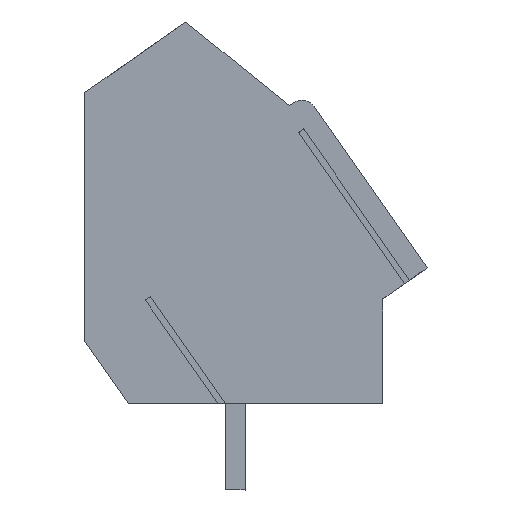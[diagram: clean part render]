
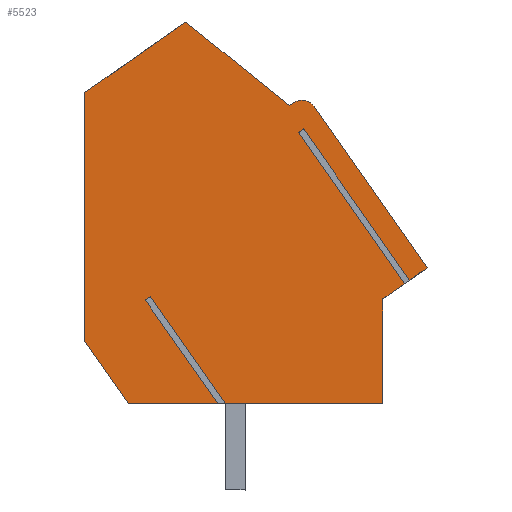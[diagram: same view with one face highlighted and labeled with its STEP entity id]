
A CAD part, left-side view. The second image highlights one B-rep face of the part: STEP entity #5523.
In plain terms, the highlighted planar face has unit normal (-1, 0, 0).
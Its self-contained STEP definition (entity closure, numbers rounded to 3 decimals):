
#4102=AXIS2_PLACEMENT_3D('Circle Axis2P3D',#4100,#4101,$) ;
#5463=AXIS2_PLACEMENT_3D('Plane Axis2P3D',#5460,#5461,#5462) ;
#3748=CARTESIAN_POINT('Vertex',(0.,1.8,3.5)) ;
#3751=CARTESIAN_POINT('Line Origine',(0.,4.996,3.5)) ;
#3755=CARTESIAN_POINT('Vertex',(0.,8.192,3.5)) ;
#3776=CARTESIAN_POINT('Vertex',(0.,8.496,3.5)) ;
#3779=CARTESIAN_POINT('Line Origine',(0.,10.312,3.5)) ;
#3783=CARTESIAN_POINT('Vertex',(0.,12.128,3.5)) ;
#3871=CARTESIAN_POINT('Line Origine',(0.,13.014,4.765)) ;
#3875=CARTESIAN_POINT('Vertex',(0.,13.9,6.03)) ;
#3896=CARTESIAN_POINT('Line Origine',(0.,13.9,11.081)) ;
#3900=CARTESIAN_POINT('Vertex',(0.,13.9,16.132)) ;
#3989=CARTESIAN_POINT('Line Origine',(0.,11.852,17.566)) ;
#3993=CARTESIAN_POINT('Vertex',(0.,9.804,19.)) ;
#4050=CARTESIAN_POINT('Line Origine',(0.,7.696,17.302)) ;
#4054=CARTESIAN_POINT('Vertex',(0.,5.588,15.604)) ;
#4075=CARTESIAN_POINT('Line Origine',(0.,5.506,15.662)) ;
#4079=CARTESIAN_POINT('Vertex',(0.,5.424,15.719)) ;
#4100=CARTESIAN_POINT('Axis2P3D Location',(0.,5.08,15.227)) ;
#4104=CARTESIAN_POINT('Vertex',(0.,4.589,15.572)) ;
#4125=CARTESIAN_POINT('Line Origine',(0.,2.294,12.295)) ;
#4129=CARTESIAN_POINT('Vertex',(0.,0.,9.018)) ;
#4218=CARTESIAN_POINT('Line Origine',(0.,0.358,8.767)) ;
#4222=CARTESIAN_POINT('Vertex',(0.,0.717,8.516)) ;
#4243=CARTESIAN_POINT('Vertex',(0.,0.921,8.373)) ;
#4246=CARTESIAN_POINT('Line Origine',(0.,1.361,8.066)) ;
#4250=CARTESIAN_POINT('Vertex',(0.,1.8,7.758)) ;
#5447=CARTESIAN_POINT('Line Origine',(0.,1.8,5.629)) ;
#5460=CARTESIAN_POINT('Axis2P3D Location',(0.,13.9,0.)) ;
#5465=CARTESIAN_POINT('Line Origine',(0.,9.972,5.608)) ;
#5469=CARTESIAN_POINT('Vertex',(0.,11.448,7.716)) ;
#5472=CARTESIAN_POINT('Line Origine',(0.,11.346,7.788)) ;
#5476=CARTESIAN_POINT('Vertex',(0.,11.244,7.859)) ;
#5479=CARTESIAN_POINT('Line Origine',(0.,9.718,5.68)) ;
#5484=CARTESIAN_POINT('Line Origine',(0.,3.072,11.445)) ;
#5488=CARTESIAN_POINT('Vertex',(0.,5.223,14.517)) ;
#5491=CARTESIAN_POINT('Line Origine',(0.,5.121,14.588)) ;
#5495=CARTESIAN_POINT('Vertex',(0.,5.019,14.66)) ;
#5498=CARTESIAN_POINT('Line Origine',(0.,2.868,11.588)) ;
#3752=DIRECTION('Vector Direction',(0.,1.,0.)) ;
#3780=DIRECTION('Vector Direction',(0.,1.,0.)) ;
#3872=DIRECTION('Vector Direction',(0.,0.574,0.819)) ;
#3897=DIRECTION('Vector Direction',(0.,0.,1.)) ;
#3990=DIRECTION('Vector Direction',(0.,-0.819,0.574)) ;
#4051=DIRECTION('Vector Direction',(0.,-0.779,-0.627)) ;
#4076=DIRECTION('Vector Direction',(0.,-0.819,0.574)) ;
#4101=DIRECTION('Axis2P3D Direction',(-1.,0.,0.)) ;
#4126=DIRECTION('Vector Direction',(0.,-0.574,-0.819)) ;
#4219=DIRECTION('Vector Direction',(0.,0.819,-0.574)) ;
#4247=DIRECTION('Vector Direction',(0.,0.819,-0.574)) ;
#5448=DIRECTION('Vector Direction',(0.,0.,-1.)) ;
#5461=DIRECTION('Axis2P3D Direction',(-1.,0.,0.)) ;
#5462=DIRECTION('Axis2P3D XDirection',(0.,-1.,0.)) ;
#5466=DIRECTION('Vector Direction',(0.,-0.574,-0.819)) ;
#5473=DIRECTION('Vector Direction',(0.,0.819,-0.574)) ;
#5480=DIRECTION('Vector Direction',(0.,-0.574,-0.819)) ;
#5485=DIRECTION('Vector Direction',(0.,-0.574,-0.819)) ;
#5492=DIRECTION('Vector Direction',(0.,0.819,-0.574)) ;
#5499=DIRECTION('Vector Direction',(0.,-0.574,-0.819)) ;
#3753=VECTOR('Line Direction',#3752,1.) ;
#3781=VECTOR('Line Direction',#3780,1.) ;
#3873=VECTOR('Line Direction',#3872,1.) ;
#3898=VECTOR('Line Direction',#3897,1.) ;
#3991=VECTOR('Line Direction',#3990,1.) ;
#4052=VECTOR('Line Direction',#4051,1.) ;
#4077=VECTOR('Line Direction',#4076,1.) ;
#4127=VECTOR('Line Direction',#4126,1.) ;
#4220=VECTOR('Line Direction',#4219,1.) ;
#4248=VECTOR('Line Direction',#4247,1.) ;
#5449=VECTOR('Line Direction',#5448,1.) ;
#5467=VECTOR('Line Direction',#5466,1.) ;
#5474=VECTOR('Line Direction',#5473,1.) ;
#5481=VECTOR('Line Direction',#5480,1.) ;
#5486=VECTOR('Line Direction',#5485,1.) ;
#5493=VECTOR('Line Direction',#5492,1.) ;
#5500=VECTOR('Line Direction',#5499,1.) ;
#5504=ORIENTED_EDGE('',*,*,#4224,.T.) ;
#5505=ORIENTED_EDGE('',*,*,#4131,.T.) ;
#5506=ORIENTED_EDGE('',*,*,#4106,.T.) ;
#5507=ORIENTED_EDGE('',*,*,#4081,.T.) ;
#5508=ORIENTED_EDGE('',*,*,#4056,.T.) ;
#5509=ORIENTED_EDGE('',*,*,#3995,.T.) ;
#5510=ORIENTED_EDGE('',*,*,#3902,.T.) ;
#5511=ORIENTED_EDGE('',*,*,#3877,.T.) ;
#5512=ORIENTED_EDGE('',*,*,#3785,.T.) ;
#5513=ORIENTED_EDGE('',*,*,#5471,.F.) ;
#5514=ORIENTED_EDGE('',*,*,#5478,.F.) ;
#5515=ORIENTED_EDGE('',*,*,#5483,.T.) ;
#5516=ORIENTED_EDGE('',*,*,#3757,.T.) ;
#5517=ORIENTED_EDGE('',*,*,#5451,.T.) ;
#5518=ORIENTED_EDGE('',*,*,#4252,.T.) ;
#5519=ORIENTED_EDGE('',*,*,#5490,.F.) ;
#5520=ORIENTED_EDGE('',*,*,#5497,.F.) ;
#5521=ORIENTED_EDGE('',*,*,#5502,.T.) ;
#5523=ADVANCED_FACE('HOUSING',(#5522),#5464,.T.) ;
#4103=CIRCLE('generated circle',#4102,0.6) ;
#3757=EDGE_CURVE('',#3756,#3749,#3754,.F.) ;
#3785=EDGE_CURVE('',#3784,#3777,#3782,.F.) ;
#3877=EDGE_CURVE('',#3876,#3784,#3874,.F.) ;
#3902=EDGE_CURVE('',#3901,#3876,#3899,.F.) ;
#3995=EDGE_CURVE('',#3994,#3901,#3992,.F.) ;
#4056=EDGE_CURVE('',#4055,#3994,#4053,.F.) ;
#4081=EDGE_CURVE('',#4080,#4055,#4078,.F.) ;
#4106=EDGE_CURVE('',#4105,#4080,#4103,.T.) ;
#4131=EDGE_CURVE('',#4130,#4105,#4128,.F.) ;
#4224=EDGE_CURVE('',#4223,#4130,#4221,.F.) ;
#4252=EDGE_CURVE('',#4251,#4244,#4249,.F.) ;
#5451=EDGE_CURVE('',#3749,#4251,#5450,.F.) ;
#5471=EDGE_CURVE('',#5470,#3777,#5468,.T.) ;
#5478=EDGE_CURVE('',#5477,#5470,#5475,.T.) ;
#5483=EDGE_CURVE('',#5477,#3756,#5482,.T.) ;
#5490=EDGE_CURVE('',#5489,#4244,#5487,.T.) ;
#5497=EDGE_CURVE('',#5496,#5489,#5494,.T.) ;
#5502=EDGE_CURVE('',#5496,#4223,#5501,.T.) ;
#5503=EDGE_LOOP('',(#5504,#5505,#5506,#5507,#5508,#5509,#5510,#5511,#5512,#5513,#5514,#5515,#5516,#5517,#5518,#5519,#5520,#5521)) ;
#5522=FACE_OUTER_BOUND('',#5503,.T.) ;
#3754=LINE('Line',#3751,#3753) ;
#3782=LINE('Line',#3779,#3781) ;
#3874=LINE('Line',#3871,#3873) ;
#3899=LINE('Line',#3896,#3898) ;
#3992=LINE('Line',#3989,#3991) ;
#4053=LINE('Line',#4050,#4052) ;
#4078=LINE('Line',#4075,#4077) ;
#4128=LINE('Line',#4125,#4127) ;
#4221=LINE('Line',#4218,#4220) ;
#4249=LINE('Line',#4246,#4248) ;
#5450=LINE('Line',#5447,#5449) ;
#5468=LINE('Line',#5465,#5467) ;
#5475=LINE('Line',#5472,#5474) ;
#5482=LINE('Line',#5479,#5481) ;
#5487=LINE('Line',#5484,#5486) ;
#5494=LINE('Line',#5491,#5493) ;
#5501=LINE('Line',#5498,#5500) ;
#5464=PLANE('',#5463) ;
#3749=VERTEX_POINT('',#3748) ;
#3756=VERTEX_POINT('',#3755) ;
#3777=VERTEX_POINT('',#3776) ;
#3784=VERTEX_POINT('',#3783) ;
#3876=VERTEX_POINT('',#3875) ;
#3901=VERTEX_POINT('',#3900) ;
#3994=VERTEX_POINT('',#3993) ;
#4055=VERTEX_POINT('',#4054) ;
#4080=VERTEX_POINT('',#4079) ;
#4105=VERTEX_POINT('',#4104) ;
#4130=VERTEX_POINT('',#4129) ;
#4223=VERTEX_POINT('',#4222) ;
#4244=VERTEX_POINT('',#4243) ;
#4251=VERTEX_POINT('',#4250) ;
#5470=VERTEX_POINT('',#5469) ;
#5477=VERTEX_POINT('',#5476) ;
#5489=VERTEX_POINT('',#5488) ;
#5496=VERTEX_POINT('',#5495) ;
